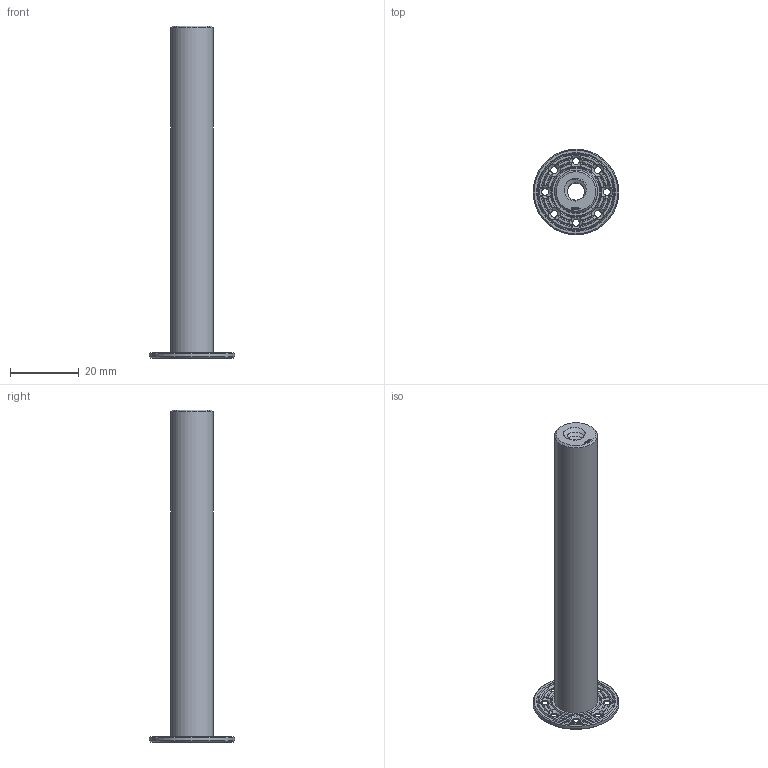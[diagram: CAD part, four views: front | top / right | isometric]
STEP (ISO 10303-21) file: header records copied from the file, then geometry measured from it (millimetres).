
FILE_DESCRIPTION(('FreeCAD Model'),'2;1');
FILE_NAME('Open CASCADE Shape Model','2024-01-05T15:15:39',(''),(''), 'Open CASCADE STEP processor 7.6','FreeCAD','Unknown');
FILE_SCHEMA(('AUTOMOTIVE_DESIGN { 1 0 10303 214 1 1 1 1 }'));
Length unit declared in the file: millimetre
Products named in the file (1): Nut RH ADHM FLN BU02.00x00.125x07.75 - SPN-NUT-0130 (stemfie.org)
Bounding box: 25 x 25 x 96.88 mm (x, y, z)
Volume: 9254.3 mm3; surface area: 8801 mm2
Topology: 1 solids, 1 shells, 742 faces, 1992 edges, 1271 vertices
Faces by surface type: plane 347, extrusion 150, bspline 144, cone 91, cylinder 10
Full cylindrical faces by diameter (mm): 2 x8, 12.5 x1, 25 x1
Entity records: 65732 total; most frequent: CARTESIAN_POINT 28867, DIRECTION 5577, VECTOR 4011, ORIENTED_EDGE 3984, PCURVE 3984, DEFINITIONAL_REPRESENTATION 3984, LINE 3861, EDGE_CURVE 1992
